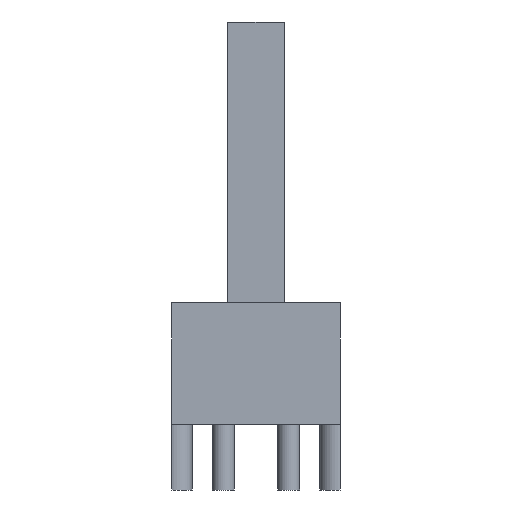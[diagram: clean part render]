
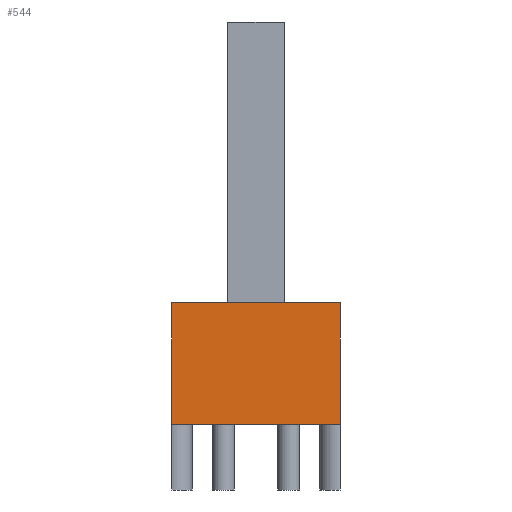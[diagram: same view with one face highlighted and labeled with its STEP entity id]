
A CAD part, left-side view. The second image highlights one B-rep face of the part: STEP entity #544.
In plain terms, the highlighted planar face has unit normal (-1, 0, 0).
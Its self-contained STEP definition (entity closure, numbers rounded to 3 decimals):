
#71=FACE_OUTER_BOUND('',#107,.T.);
#107=EDGE_LOOP('',(#450,#451,#452,#453));
#162=LINE('',#893,#217);
#166=LINE('',#906,#221);
#167=LINE('',#909,#222);
#168=LINE('',#910,#223);
#217=VECTOR('',#731,10.);
#221=VECTOR('',#743,10.);
#222=VECTOR('',#746,10.);
#223=VECTOR('',#747,10.);
#266=VERTEX_POINT('',#890);
#267=VERTEX_POINT('',#892);
#272=VERTEX_POINT('',#904);
#273=VERTEX_POINT('',#908);
#332=EDGE_CURVE('',#267,#266,#162,.T.);
#339=EDGE_CURVE('',#266,#272,#166,.T.);
#340=EDGE_CURVE('',#273,#272,#167,.T.);
#341=EDGE_CURVE('',#267,#273,#168,.T.);
#450=ORIENTED_EDGE('',*,*,#332,.T.);
#451=ORIENTED_EDGE('',*,*,#339,.T.);
#452=ORIENTED_EDGE('',*,*,#340,.F.);
#453=ORIENTED_EDGE('',*,*,#341,.F.);
#514=PLANE('',#606);
#544=ADVANCED_FACE('',(#71),#514,.T.);
#606=AXIS2_PLACEMENT_3D('',#907,#744,#745);
#731=DIRECTION('',(0.,-1.,0.));
#743=DIRECTION('',(0.,0.,1.));
#744=DIRECTION('center_axis',(-1.,0.,0.));
#745=DIRECTION('ref_axis',(0.,-1.,0.));
#746=DIRECTION('',(0.,-1.,0.));
#747=DIRECTION('',(0.,0.,1.));
#890=CARTESIAN_POINT('',(-37.5,-4.5,3.5));
#892=CARTESIAN_POINT('',(-37.5,4.5,3.5));
#893=CARTESIAN_POINT('',(-37.5,4.5,3.5));
#904=CARTESIAN_POINT('',(-37.5,-4.5,10.));
#906=CARTESIAN_POINT('',(-37.5,-4.5,3.5));
#907=CARTESIAN_POINT('Origin',(-37.5,4.5,3.5));
#908=CARTESIAN_POINT('',(-37.5,4.5,10.));
#909=CARTESIAN_POINT('',(-37.5,4.5,10.));
#910=CARTESIAN_POINT('',(-37.5,4.5,3.5));
